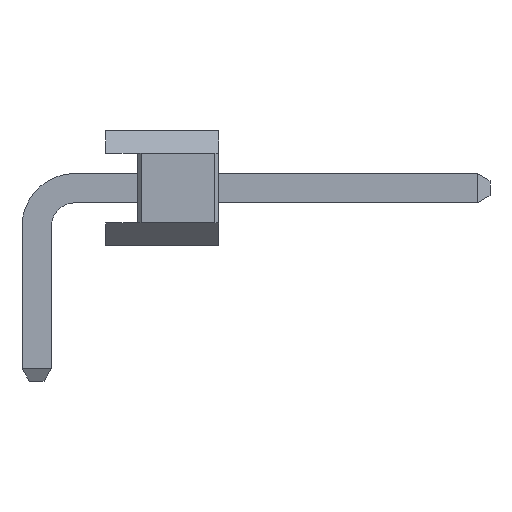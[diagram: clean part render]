
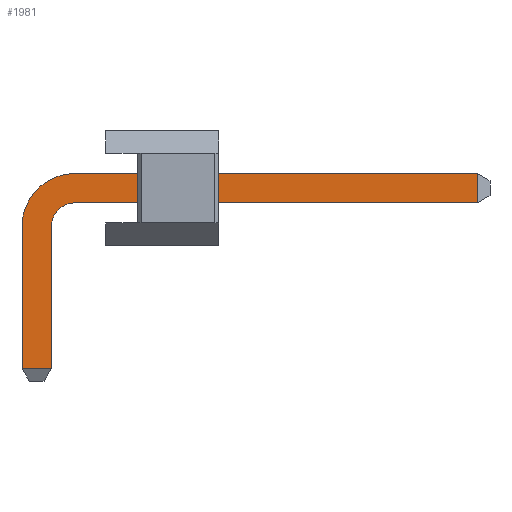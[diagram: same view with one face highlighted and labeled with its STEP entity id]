
A CAD part, left-side view. The second image highlights one B-rep face of the part: STEP entity #1981.
In plain terms, the highlighted planar face has unit normal (-1, 0, 0).
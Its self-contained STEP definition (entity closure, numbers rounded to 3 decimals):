
#1981=ADVANCED_FACE('',(#3547),#3549,.T.);
#3547=FACE_BOUND('',#3548,.T.);
#3548=EDGE_LOOP('',(#4574,#4575,#4576,#4577,#4578,#4579,#4580,#4581));
#3549=PLANE('',#3550);
#3550=AXIS2_PLACEMENT_3D('',#3551,#3552,#3553);
#3551=CARTESIAN_POINT('',(-0.325,-1.525,1.595));
#3552=DIRECTION('',(-1.,-0.,0.));
#3553=DIRECTION('',(0.,0.,-1.));
#4574=ORIENTED_EDGE('',*,*,#5104,.F.);
#4575=ORIENTED_EDGE('',*,*,#5106,.F.);
#4576=ORIENTED_EDGE('',*,*,#5107,.F.);
#4577=ORIENTED_EDGE('',*,*,#5108,.T.);
#4578=ORIENTED_EDGE('',*,*,#5109,.F.);
#4579=ORIENTED_EDGE('',*,*,#5110,.F.);
#4580=ORIENTED_EDGE('',*,*,#5111,.T.);
#4581=ORIENTED_EDGE('',*,*,#5096,.T.);
#5096=EDGE_CURVE('',#5866,#5858,#5867,.T.);
#5104=EDGE_CURVE('',#5879,#5858,#5880,.T.);
#5106=EDGE_CURVE('',#5882,#5879,#5883,.T.);
#5107=EDGE_CURVE('',#5884,#5882,#5885,.T.);
#5108=EDGE_CURVE('',#5884,#5886,#5887,.T.);
#5109=EDGE_CURVE('',#5888,#5886,#5889,.T.);
#5110=EDGE_CURVE('',#5890,#5888,#5891,.T.);
#5111=EDGE_CURVE('',#5890,#5866,#5892,.T.);
#5858=VERTEX_POINT('',#7584);
#5866=VERTEX_POINT('',#7600);
#5867=LINE('',#7601,#7602);
#5879=VERTEX_POINT('',#7629);
#5880=LINE('',#7630,#7631);
#5882=VERTEX_POINT('',#7636);
#5883=LINE('',#7637,#7638);
#5884=VERTEX_POINT('',#7640);
#5885=CIRCLE('',#7641,0.52);
#5886=VERTEX_POINT('',#7645);
#5887=LINE('',#7646,#7647);
#5888=VERTEX_POINT('',#7649);
#5889=LINE('',#7650,#7651);
#5890=VERTEX_POINT('',#7653);
#5891=LINE('',#7654,#7655);
#5892=CIRCLE('',#7657,1.17);
#7584=CARTESIAN_POINT('',(-0.325,0.325,-2.719));
#7600=CARTESIAN_POINT('',(-0.325,0.325,0.425));
#7601=CARTESIAN_POINT('',(-0.325,0.325,0.425));
#7602=VECTOR('',#7603,1.);
#7603=DIRECTION('',(0.,0.,-1.));
#7629=CARTESIAN_POINT('',(-0.325,-0.325,-2.719));
#7630=CARTESIAN_POINT('',(-0.325,-0.325,-2.719));
#7631=VECTOR('',#7632,1.);
#7632=DIRECTION('',(0.,1.,0.));
#7636=CARTESIAN_POINT('',(-0.325,-0.325,0.425));
#7637=CARTESIAN_POINT('',(-0.325,-0.325,0.425));
#7638=VECTOR('',#7639,1.);
#7639=DIRECTION('',(0.,0.,-1.));
#7640=CARTESIAN_POINT('',(-0.325,-0.845,0.945));
#7641=AXIS2_PLACEMENT_3D('',#7642,#7643,#7644);
#7642=CARTESIAN_POINT('',(-0.325,-0.845,0.425));
#7643=DIRECTION('',(-1.,0.,0.));
#7644=DIRECTION('',(0.,0.,1.));
#7645=CARTESIAN_POINT('',(-0.325,-9.744,0.945));
#7646=CARTESIAN_POINT('',(-0.325,-0.845,0.945));
#7647=VECTOR('',#7648,1.);
#7648=DIRECTION('',(0.,-1.,0.));
#7649=CARTESIAN_POINT('',(-0.325,-9.744,1.595));
#7650=CARTESIAN_POINT('',(-0.325,-9.744,1.595));
#7651=VECTOR('',#7652,1.);
#7652=DIRECTION('',(0.,0.,-1.));
#7653=CARTESIAN_POINT('',(-0.325,-0.845,1.595));
#7654=CARTESIAN_POINT('',(-0.325,-0.845,1.595));
#7655=VECTOR('',#7656,1.);
#7656=DIRECTION('',(0.,-1.,0.));
#7657=AXIS2_PLACEMENT_3D('',#7658,#7659,#7660);
#7658=CARTESIAN_POINT('',(-0.325,-0.845,0.425));
#7659=DIRECTION('',(-1.,0.,0.));
#7660=DIRECTION('',(0.,0.,1.));
